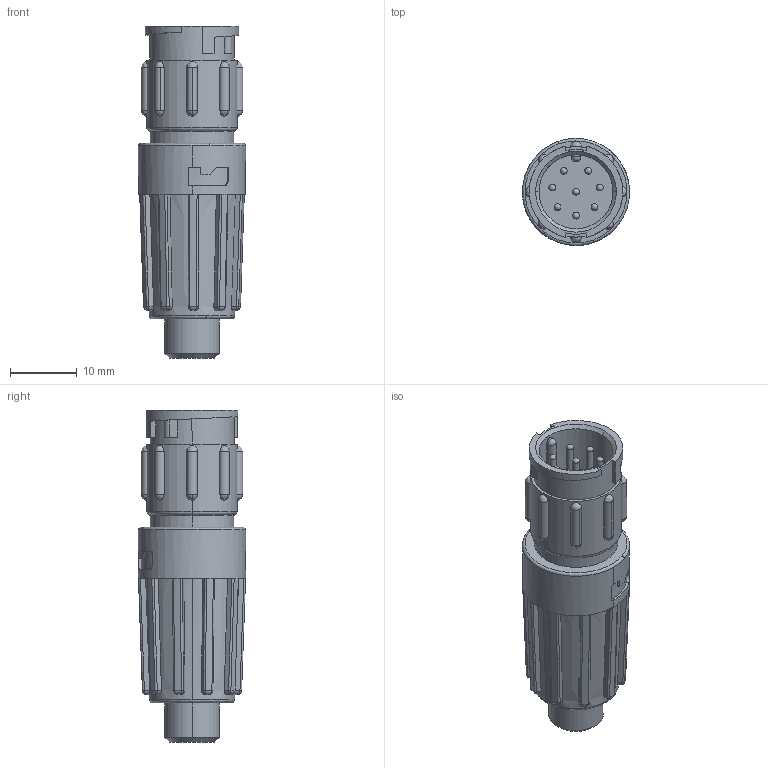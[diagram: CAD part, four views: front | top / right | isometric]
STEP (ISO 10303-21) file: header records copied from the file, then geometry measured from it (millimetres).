
FILE_DESCRIPTION (( 'STEP AP203' ), '1' );
FILE_NAME ('8280-8PG-5XX.STEP', '2017-12-12T22:19:10', ( '' ), ( '' ), 'SwSTEP 2.0', 'SolidWorks 2017', '' );
FILE_SCHEMA (( 'CONFIG_CONTROL_DESIGN' ));
Length unit declared in the file: inch
Products named in the file (1): 8280-8PG-5XX
Bounding box: 16 x 16 x 49.59 mm (x, y, z)
Volume: 6237 mm3; surface area: 3416.5 mm2
Topology: 1 solids, 1 shells, 280 faces, 773 edges, 451 vertices
Faces by surface type: bspline 121, cylinder 77, plane 76, cone 6
Entity records: 16377 total; most frequent: CARTESIAN_POINT 10477, ORIENTED_EDGE 1422, DIRECTION 919, EDGE_CURVE 711, VERTEX_POINT 451, AXIS2_PLACEMENT_3D 344, EDGE_LOOP 298, ADVANCED_FACE 280
